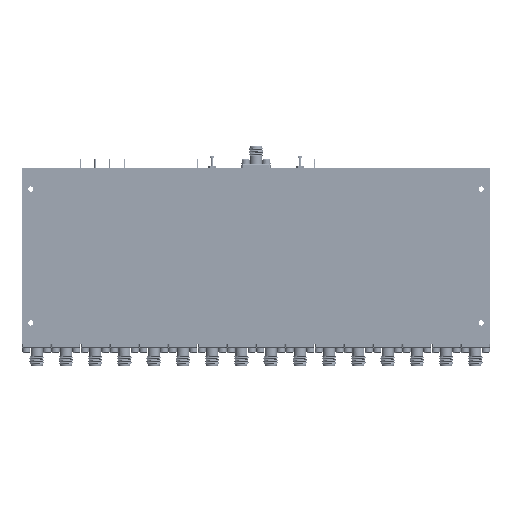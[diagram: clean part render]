
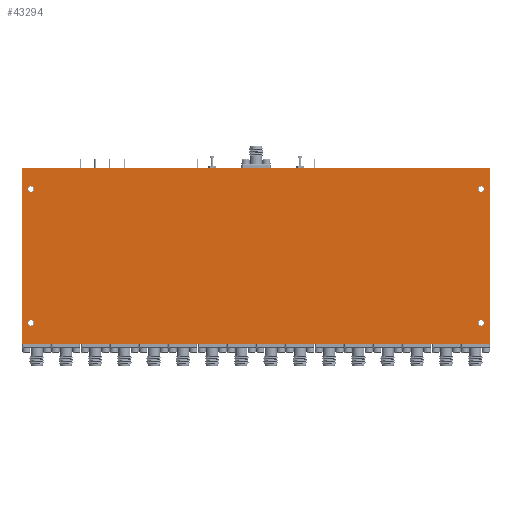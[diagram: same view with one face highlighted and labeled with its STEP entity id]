
A CAD part, front view. The second image highlights one B-rep face of the part: STEP entity #43294.
In plain terms, the highlighted planar face has unit normal (0, -1, 0).
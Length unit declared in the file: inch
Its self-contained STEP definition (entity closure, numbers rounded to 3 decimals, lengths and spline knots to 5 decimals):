
#259 = DIRECTION ( 'NONE',  ( 0., 0., 1. ) ) ;
#3228 = DIRECTION ( 'NONE',  ( 0., -1., 0. ) ) ;
#3254 = LINE ( 'NONE', #69018, #125086 ) ;
#10444 = LINE ( 'NONE', #161697, #112660 ) ;
#12115 = VECTOR ( 'NONE', #181728, 39.37008 ) ;
#12874 = AXIS2_PLACEMENT_3D ( 'NONE', #26174, #211298, #145486 ) ;
#13923 = CARTESIAN_POINT ( 'NONE',  ( 3.5704, -0.37182, 1.00148 ) ) ;
#16221 = EDGE_LOOP ( 'NONE', ( #146132, #43066 ) ) ;
#16489 = DIRECTION ( 'NONE',  ( 0., 0., -1. ) ) ;
#21911 = DIRECTION ( 'NONE',  ( 0., 0., -1. ) ) ;
#22852 = DIRECTION ( 'NONE',  ( 0., 0., -1. ) ) ;
#24569 = DIRECTION ( 'NONE',  ( 0., -1., 0. ) ) ;
#24953 = ORIENTED_EDGE ( 'NONE', *, *, #174194, .F. ) ;
#26174 = CARTESIAN_POINT ( 'NONE',  ( -4.1296, -0.37182, 1.00148 ) ) ;
#30284 = AXIS2_PLACEMENT_3D ( 'NONE', #45273, #24569, #141764 ) ;
#30655 = VERTEX_POINT ( 'NONE', #55297 ) ;
#31958 = CARTESIAN_POINT ( 'NONE',  ( 3.5704, -0.37182, 1.00148 ) ) ;
#35913 = DIRECTION ( 'NONE',  ( 0., 1., 0. ) ) ;
#38773 = EDGE_CURVE ( 'NONE', #80168, #133095, #3254, .T. ) ;
#39119 = ORIENTED_EDGE ( 'NONE', *, *, #118090, .F. ) ;
#42660 = VERTEX_POINT ( 'NONE', #201980 ) ;
#43066 = ORIENTED_EDGE ( 'NONE', *, *, #215239, .F. ) ;
#43294 = ADVANCED_FACE ( 'NONE', ( #81967, #66605, #167497, #115922, #186080 ), #101641, .F. ) ;
#45273 = CARTESIAN_POINT ( 'NONE',  ( -4.1296, -0.37182, 1.00148 ) ) ;
#52846 = EDGE_CURVE ( 'NONE', #197039, #118293, #64771, .T. ) ;
#55297 = CARTESIAN_POINT ( 'NONE',  ( -4.1296, -0.37182, -1.23252 ) ) ;
#59718 = CIRCLE ( 'NONE', #182253, 0.056 ) ;
#59758 = ORIENTED_EDGE ( 'NONE', *, *, #38773, .F. ) ;
#60339 = EDGE_CURVE ( 'NONE', #133095, #108925, #114832, .T. ) ;
#63222 = ORIENTED_EDGE ( 'NONE', *, *, #204189, .F. ) ;
#63840 = LINE ( 'NONE', #101063, #148202 ) ;
#64771 = CIRCLE ( 'NONE', #201403, 0.056 ) ;
#66375 = AXIS2_PLACEMENT_3D ( 'NONE', #203694, #103887, #22852 ) ;
#66605 = FACE_BOUND ( 'NONE', #104674, .T. ) ;
#68948 = EDGE_CURVE ( 'NONE', #30655, #153467, #108316, .T. ) ;
#69018 = CARTESIAN_POINT ( 'NONE',  ( 3.7204, -0.37182, -1.64352 ) ) ;
#71318 = VERTEX_POINT ( 'NONE', #137902 ) ;
#72233 = EDGE_LOOP ( 'NONE', ( #95030, #106578 ) ) ;
#76963 = CIRCLE ( 'NONE', #101411, 0.056 ) ;
#79201 = VERTEX_POINT ( 'NONE', #152165 ) ;
#79907 = CARTESIAN_POINT ( 'NONE',  ( 3.5704, -0.37182, 1.05748 ) ) ;
#80168 = VERTEX_POINT ( 'NONE', #82738 ) ;
#81357 = EDGE_LOOP ( 'NONE', ( #188316, #108018 ) ) ;
#81967 = FACE_BOUND ( 'NONE', #72233, .T. ) ;
#82738 = CARTESIAN_POINT ( 'NONE',  ( 3.7204, -0.37182, 1.35648 ) ) ;
#84750 = DIRECTION ( 'NONE',  ( 0., 0., -1. ) ) ;
#90220 = CARTESIAN_POINT ( 'NONE',  ( 3.5704, -0.37182, 0.94548 ) ) ;
#95030 = ORIENTED_EDGE ( 'NONE', *, *, #177157, .F. ) ;
#101063 = CARTESIAN_POINT ( 'NONE',  ( -4.2796, -0.37182, -1.64352 ) ) ;
#101411 = AXIS2_PLACEMENT_3D ( 'NONE', #109145, #180309, #160602 ) ;
#101641 = PLANE ( 'NONE',  #169697 ) ;
#103887 = DIRECTION ( 'NONE',  ( 0., -1., 0. ) ) ;
#104674 = EDGE_LOOP ( 'NONE', ( #63222, #24953 ) ) ;
#106578 = ORIENTED_EDGE ( 'NONE', *, *, #68948, .F. ) ;
#108018 = ORIENTED_EDGE ( 'NONE', *, *, #183184, .F. ) ;
#108316 = CIRCLE ( 'NONE', #66375, 0.056 ) ;
#108925 = VERTEX_POINT ( 'NONE', #144619 ) ;
#109145 = CARTESIAN_POINT ( 'NONE',  ( -4.1296, -0.37182, -1.28852 ) ) ;
#111882 = DIRECTION ( 'NONE',  ( 0., -1., 0. ) ) ;
#112660 = VECTOR ( 'NONE', #208821, 39.37008 ) ;
#113576 = DIRECTION ( 'NONE',  ( 0., 0., -1. ) ) ;
#114832 = LINE ( 'NONE', #162051, #12115 ) ;
#115922 = FACE_BOUND ( 'NONE', #16221, .T. ) ;
#116157 = ORIENTED_EDGE ( 'NONE', *, *, #171820, .F. ) ;
#118084 = DIRECTION ( 'NONE',  ( 0., 0., 1. ) ) ;
#118090 = EDGE_CURVE ( 'NONE', #79201, #80168, #10444, .T. ) ;
#118293 = VERTEX_POINT ( 'NONE', #79907 ) ;
#120223 = CARTESIAN_POINT ( 'NONE',  ( -0.2796, -0.37182, -0.14352 ) ) ;
#124710 = CIRCLE ( 'NONE', #30284, 0.056 ) ;
#125086 = VECTOR ( 'NONE', #16489, 39.37008 ) ;
#126009 = AXIS2_PLACEMENT_3D ( 'NONE', #187374, #3228, #21911 ) ;
#133095 = VERTEX_POINT ( 'NONE', #143610 ) ;
#134850 = CIRCLE ( 'NONE', #180386, 0.056 ) ;
#135377 = CIRCLE ( 'NONE', #12874, 0.056 ) ;
#137902 = CARTESIAN_POINT ( 'NONE',  ( 3.5704, -0.37182, -1.23252 ) ) ;
#140932 = CARTESIAN_POINT ( 'NONE',  ( -4.1296, -0.37182, -1.34452 ) ) ;
#141764 = DIRECTION ( 'NONE',  ( 0., 0., -1. ) ) ;
#142352 = EDGE_CURVE ( 'NONE', #42660, #71318, #196007, .T. ) ;
#143610 = CARTESIAN_POINT ( 'NONE',  ( 3.7204, -0.37182, -1.64352 ) ) ;
#144619 = CARTESIAN_POINT ( 'NONE',  ( -4.2796, -0.37182, -1.64352 ) ) ;
#145486 = DIRECTION ( 'NONE',  ( 0., 0., -1. ) ) ;
#146132 = ORIENTED_EDGE ( 'NONE', *, *, #142352, .F. ) ;
#148202 = VECTOR ( 'NONE', #259, 39.37008 ) ;
#148930 = VERTEX_POINT ( 'NONE', #174362 ) ;
#152165 = CARTESIAN_POINT ( 'NONE',  ( -4.2796, -0.37182, 1.35648 ) ) ;
#153467 = VERTEX_POINT ( 'NONE', #140932 ) ;
#156136 = ORIENTED_EDGE ( 'NONE', *, *, #60339, .F. ) ;
#160602 = DIRECTION ( 'NONE',  ( 0., 0., -1. ) ) ;
#161697 = CARTESIAN_POINT ( 'NONE',  ( -4.2796, -0.37182, 1.35648 ) ) ;
#162051 = CARTESIAN_POINT ( 'NONE',  ( -4.2796, -0.37182, -1.64352 ) ) ;
#162362 = DIRECTION ( 'NONE',  ( 0., 0., -1. ) ) ;
#167497 = FACE_BOUND ( 'NONE', #81357, .T. ) ;
#169697 = AXIS2_PLACEMENT_3D ( 'NONE', #120223, #35913, #118084 ) ;
#171820 = EDGE_CURVE ( 'NONE', #108925, #79201, #63840, .T. ) ;
#173086 = CARTESIAN_POINT ( 'NONE',  ( -4.1296, -0.37182, 1.05748 ) ) ;
#173485 = EDGE_LOOP ( 'NONE', ( #116157, #156136, #59758, #39119 ) ) ;
#174194 = EDGE_CURVE ( 'NONE', #175452, #148930, #124710, .T. ) ;
#174362 = CARTESIAN_POINT ( 'NONE',  ( -4.1296, -0.37182, 0.94548 ) ) ;
#175452 = VERTEX_POINT ( 'NONE', #173086 ) ;
#177157 = EDGE_CURVE ( 'NONE', #153467, #30655, #76963, .T. ) ;
#180309 = DIRECTION ( 'NONE',  ( 0., -1., 0. ) ) ;
#180386 = AXIS2_PLACEMENT_3D ( 'NONE', #215237, #198767, #84750 ) ;
#180501 = DIRECTION ( 'NONE',  ( 0., -1., 0. ) ) ;
#181728 = DIRECTION ( 'NONE',  ( -1., 0., 0. ) ) ;
#182253 = AXIS2_PLACEMENT_3D ( 'NONE', #31958, #111882, #162362 ) ;
#183184 = EDGE_CURVE ( 'NONE', #118293, #197039, #59718, .T. ) ;
#186080 = FACE_OUTER_BOUND ( 'NONE', #173485, .T. ) ;
#187374 = CARTESIAN_POINT ( 'NONE',  ( 3.5704, -0.37182, -1.28852 ) ) ;
#188316 = ORIENTED_EDGE ( 'NONE', *, *, #52846, .F. ) ;
#196007 = CIRCLE ( 'NONE', #126009, 0.056 ) ;
#197039 = VERTEX_POINT ( 'NONE', #90220 ) ;
#198767 = DIRECTION ( 'NONE',  ( 0., -1., 0. ) ) ;
#201403 = AXIS2_PLACEMENT_3D ( 'NONE', #13923, #180501, #113576 ) ;
#201980 = CARTESIAN_POINT ( 'NONE',  ( 3.5704, -0.37182, -1.34452 ) ) ;
#203694 = CARTESIAN_POINT ( 'NONE',  ( -4.1296, -0.37182, -1.28852 ) ) ;
#204189 = EDGE_CURVE ( 'NONE', #148930, #175452, #135377, .T. ) ;
#208821 = DIRECTION ( 'NONE',  ( 1., 0., 0. ) ) ;
#211298 = DIRECTION ( 'NONE',  ( 0., -1., 0. ) ) ;
#215237 = CARTESIAN_POINT ( 'NONE',  ( 3.5704, -0.37182, -1.28852 ) ) ;
#215239 = EDGE_CURVE ( 'NONE', #71318, #42660, #134850, .T. ) ;
